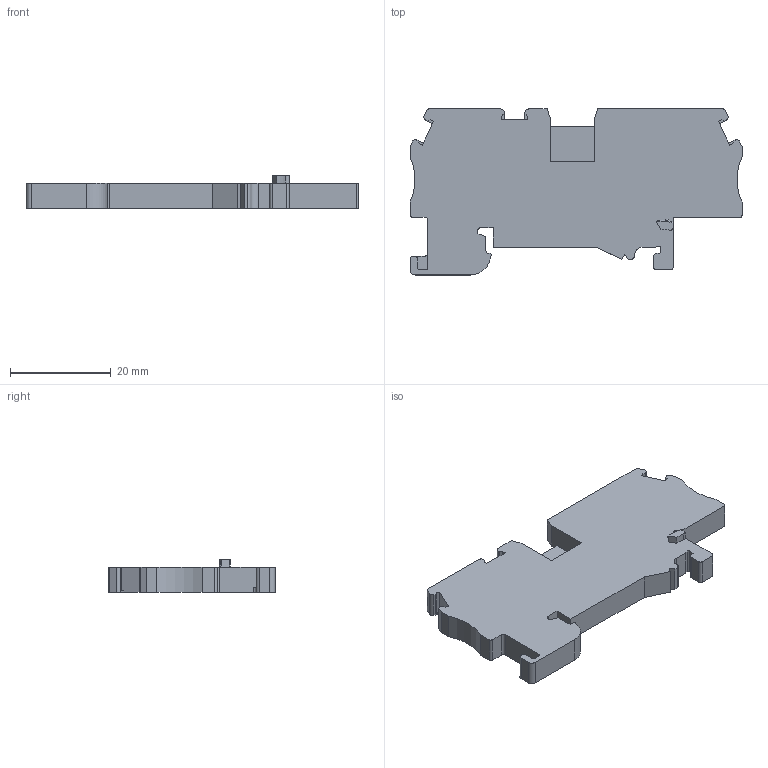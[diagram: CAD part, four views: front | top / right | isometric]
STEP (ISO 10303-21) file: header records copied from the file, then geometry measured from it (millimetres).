
FILE_DESCRIPTION(/* description */ ('Unknown'),/* implementation_level */ '2;1');
FILE_NAME(/* name */ 'DST2.5-1X2_3D_SOLID',/* time_stamp */ '2025-04-22T11:31:11+05:00',/* author */ ('Unknown'),/* organization */ ('Unknown'),/* preprocessor_version */ 'ST-DEVELOPER v16.7',/* originating_system */ 'Solid Edge',/* authorisation */ 'Unknown');
FILE_SCHEMA (('AUTOMOTIVE_DESIGN {1 0 10303 214 3 1 1}'));
Length unit declared in the file: millimetre
Products named in the file (1): DST2.5-1X2_3D_SOLID
Bounding box: 66 x 33 x 6.45 mm (x, y, z)
Volume: 7767.3 mm3; surface area: 5280 mm2
Topology: 1 solids, 1 shells, 179 faces, 508 edges, 338 vertices
Faces by surface type: plane 121, cylinder 46, cone 6, torus 6
Full cylindrical faces by diameter (mm): 4 x3
Entity records: 7041 total; most frequent: CARTESIAN_POINT 1124, ORIENTED_EDGE 998, DIRECTION 918, EDGE_CURVE 499, LINE 372, VECTOR 372, VERTEX_POINT 335, AXIS2_PLACEMENT_3D 273
